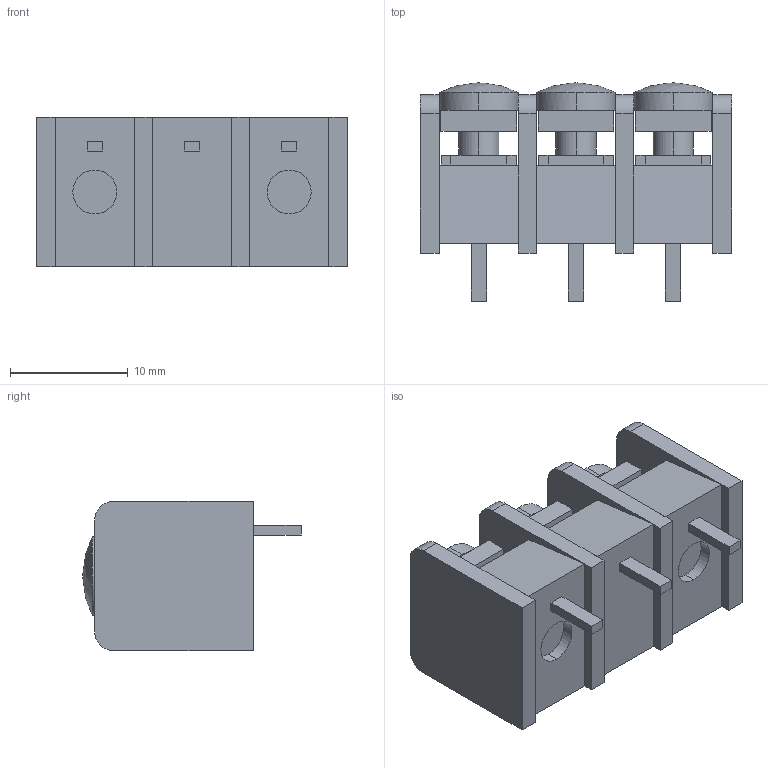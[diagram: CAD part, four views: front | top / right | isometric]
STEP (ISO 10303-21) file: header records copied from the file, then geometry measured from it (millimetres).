
FILE_DESCRIPTION (( 'STEP AP214' ), '1' );
FILE_NAME ('TE 4DB-P108-03.STEP', '2017-01-07T23:58:45', ( '' ), ( '' ), 'SwSTEP 2.0', 'SolidWorks 2016', '' );
FILE_SCHEMA (( 'AUTOMOTIVE_DESIGN' ));
Length unit declared in the file: millimetre
Products named in the file (1): TE 4DB-P108-03
Bounding box: 26.42 x 18.54 x 12.7 mm (x, y, z)
Volume: 3217.9 mm3; surface area: 2624.4 mm2
Topology: 1 solids, 1 shells, 188 faces, 468 edges, 296 vertices
Faces by surface type: plane 161, cylinder 24, bspline 3
Entity records: 6592 total; most frequent: CARTESIAN_POINT 998, ORIENTED_EDGE 936, DIRECTION 912, EDGE_CURVE 468, LINE 396, VECTOR 396, VERTEX_POINT 296, AXIS2_PLACEMENT_3D 258
